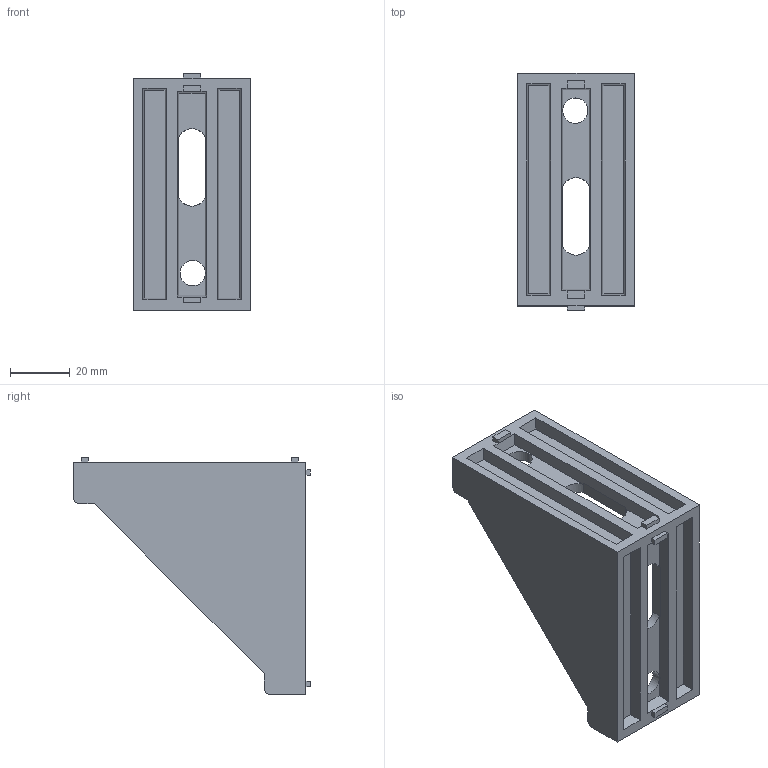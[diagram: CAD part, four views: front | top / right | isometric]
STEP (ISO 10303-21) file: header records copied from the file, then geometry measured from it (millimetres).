
FILE_DESCRIPTION (( 'STEP AP203' ), '1' );
FILE_NAME ('CT4080.STEP', '2018-04-03T10:51:44', ( 'User2' ), ( '' ), 'SwSTEP 2.0', 'SolidWorks 2007', '' );
FILE_SCHEMA (( 'CONFIG_CONTROL_DESIGN' ));
Length unit declared in the file: millimetre
Products named in the file (1): CT4080
Bounding box: 39 x 79.5 x 79.5 mm (x, y, z)
Volume: 34429.7 mm3; surface area: 22109.6 mm2
Topology: 1 solids, 1 shells, 79 faces, 217 edges, 142 vertices
Faces by surface type: plane 68, cylinder 11
Entity records: 2570 total; most frequent: CARTESIAN_POINT 475, ORIENTED_EDGE 434, DIRECTION 387, EDGE_CURVE 217, LINE 183, VECTOR 183, VERTEX_POINT 142, AXIS2_PLACEMENT_3D 102
